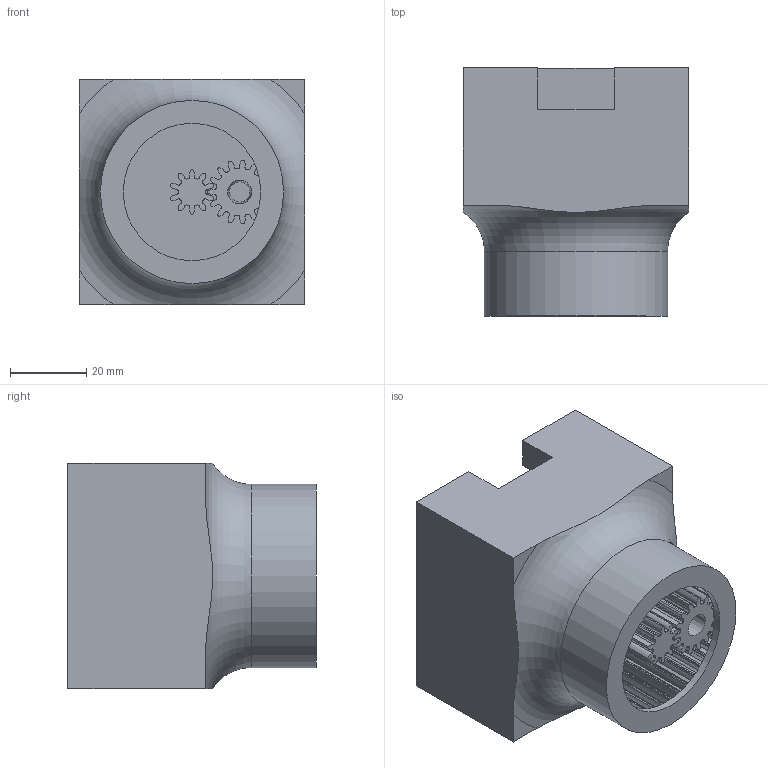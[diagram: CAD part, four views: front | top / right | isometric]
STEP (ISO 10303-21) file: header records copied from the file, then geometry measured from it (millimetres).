
FILE_DESCRIPTION(/* description */ ('STEP AP242 Edition 2','CAx-IF Rec.Pracs.---Representation and Presentation of Product Manufacturing Information (PMI)---4.0---2014-10-13','CAx-IF Rec.Pracs.---3D Tessellated Geometry---0.4---2014-09-14','2;1','CAx-IF Rec.Pracs.---User Defined Attributes---1.5---2016-08-15'),/* implementation_level */ '2;1');
FILE_NAME(/* name */ '6990a065a7f830d58a5bf677',/* time_stamp */ '2026-02-14T16:18:45Z',/* author */ (''),/* organization */ (''),/* preprocessor_version */ 'ST-DEVELOPER v20',/* originating_system */ 'ONSHAPE BY PTC INC, 1.210',/* authorisation */ ' ');
FILE_SCHEMA (('AP242_MANAGED_MODEL_BASED_3D_ENGINEERING_MIM_LF { 1 0 10303 442 3 1 4 }'));
Length unit declared in the file: metre
Products named in the file (3): Part 2; Part 1; Part 3
Bounding box: 59 x 65 x 59 mm (x, y, z)
Volume: 87850.1 mm3; surface area: 37006.1 mm2
Topology: 3 solids, 3 shells, 514 faces, 1509 edges, 1006 vertices
Faces by surface type: cylinder 270, bspline 210, plane 28, cone 5, torus 1
Full cylindrical faces by diameter (mm): 4.8 x4, 5.3 x1, 6 x1, 23 x1, 36 x1, 48 x1
Entity records: 20274 total; most frequent: CARTESIAN_POINT 7723, ORIENTED_EDGE 2968, DIRECTION 2140, EDGE_CURVE 1484, VERTEX_POINT 1000, AXIS2_PLACEMENT_3D 853, CIRCLE 546, FACE_BOUND 542
